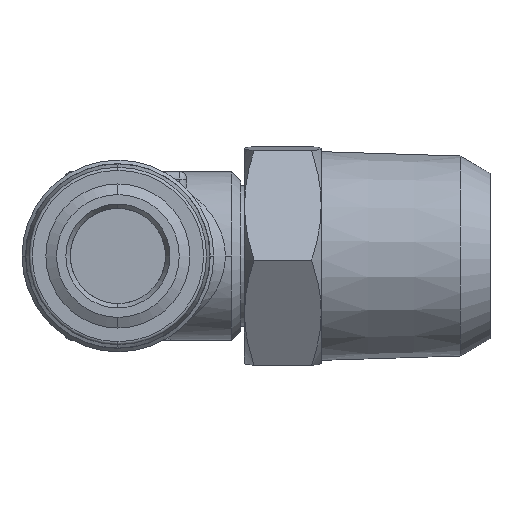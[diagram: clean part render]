
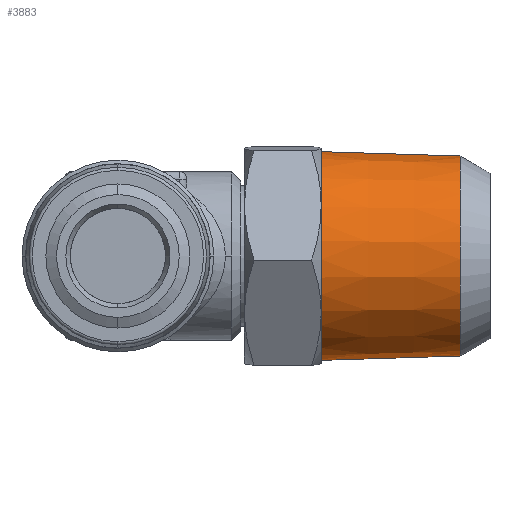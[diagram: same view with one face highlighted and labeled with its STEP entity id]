
A CAD part, left-side view. The second image highlights one B-rep face of the part: STEP entity #3883.
In plain terms, the highlighted conical face has half-angle 1.79 degrees and reference radius 6.52 mm.
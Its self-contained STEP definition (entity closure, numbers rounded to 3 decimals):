
#1064 = DIRECTION ( 'NONE',  ( -0.001, 1., 0.031 ) ) ;
#1068 = CARTESIAN_POINT ( 'NONE',  ( 178.342, 168.936, -6.516 ) ) ;
#1069 = CARTESIAN_POINT ( 'NONE',  ( 177.91, 168.936, 6.516 ) ) ;
#1070 = DIRECTION ( 'NONE',  ( 0.001, 1., -0.031 ) ) ;
#1235 = CIRCLE ( 'NONE', #6392, 6.803 ) ;
#1245 = CIRCLE ( 'NONE', #6393, 6.52 ) ;
#1295 = LINE ( 'NONE', #1068, #1301 ) ;
#1301 = VECTOR ( 'NONE', #1070, 1000. ) ;
#1303 = LINE ( 'NONE', #1069, #1307 ) ;
#1307 = VECTOR ( 'NONE', #1064, 1000. ) ;
#1621 = CARTESIAN_POINT ( 'NONE',  ( 178.126, 177.996, 0. ) ) ;
#1622 = DIRECTION ( 'NONE',  ( 0., -1., 0. ) ) ;
#1623 = DIRECTION ( 'NONE',  ( 0.033, 0., -0.999 ) ) ;
#1624 = CARTESIAN_POINT ( 'NONE',  ( 178.126, 168.936, 0. ) ) ;
#1625 = DIRECTION ( 'NONE',  ( 0., -1., 0. ) ) ;
#1626 = DIRECTION ( 'NONE',  ( 0.033, 0., -0.999 ) ) ;
#1872 = AXIS2_PLACEMENT_3D ( 'NONE', #7536, #7525, #7544 ) ;
#2067 = EDGE_LOOP ( 'NONE', ( #6278, #6145, #6146, #6147 ) ) ;
#2540 = EDGE_CURVE ( 'NONE', #6106, #6110, #1235, .T. ) ;
#2541 = EDGE_CURVE ( 'NONE', #6108, #6109, #1245, .T. ) ;
#2565 = EDGE_CURVE ( 'NONE', #6109, #6110, #1295, .T. ) ;
#2567 = EDGE_CURVE ( 'NONE', #6108, #6106, #1303, .T. ) ;
#3883 = ADVANCED_FACE ( 'NONE', ( #5606 ), #5614, .T. ) ;
#3998 = CARTESIAN_POINT ( 'NONE',  ( 177.901, 177.996, 6.799 ) ) ;
#4000 = CARTESIAN_POINT ( 'NONE',  ( 177.91, 168.936, 6.516 ) ) ;
#4001 = CARTESIAN_POINT ( 'NONE',  ( 178.342, 168.936, -6.516 ) ) ;
#4002 = CARTESIAN_POINT ( 'NONE',  ( 178.352, 177.996, -6.799 ) ) ;
#5606 = FACE_OUTER_BOUND ( 'NONE', #2067, .T. ) ;
#5614 = CONICAL_SURFACE ( 'NONE', #1872, 6.52, 0.031 ) ;
#6106 = VERTEX_POINT ( 'NONE', #3998 ) ;
#6108 = VERTEX_POINT ( 'NONE', #4000 ) ;
#6109 = VERTEX_POINT ( 'NONE', #4001 ) ;
#6110 = VERTEX_POINT ( 'NONE', #4002 ) ;
#6145 = ORIENTED_EDGE ( 'NONE', *, *, #2541, .F. ) ;
#6146 = ORIENTED_EDGE ( 'NONE', *, *, #2567, .T. ) ;
#6147 = ORIENTED_EDGE ( 'NONE', *, *, #2540, .T. ) ;
#6278 = ORIENTED_EDGE ( 'NONE', *, *, #2565, .F. ) ;
#6392 = AXIS2_PLACEMENT_3D ( 'NONE', #1621, #1622, #1623 ) ;
#6393 = AXIS2_PLACEMENT_3D ( 'NONE', #1624, #1625, #1626 ) ;
#7525 = DIRECTION ( 'NONE',  ( 0., 1., 0. ) ) ;
#7536 = CARTESIAN_POINT ( 'NONE',  ( 178.126, 168.936, 0. ) ) ;
#7544 = DIRECTION ( 'NONE',  ( -0.033, 0., 0.999 ) ) ;
